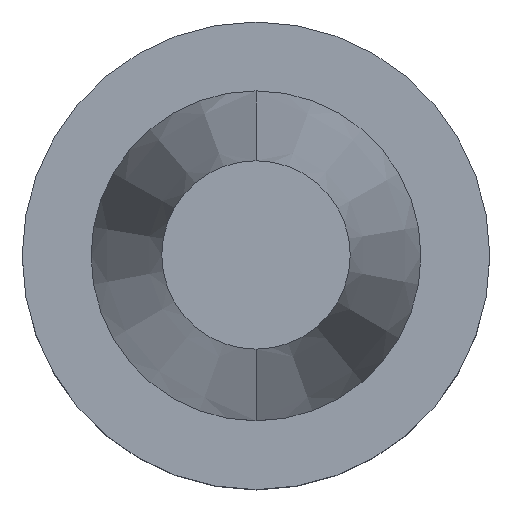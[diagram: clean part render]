
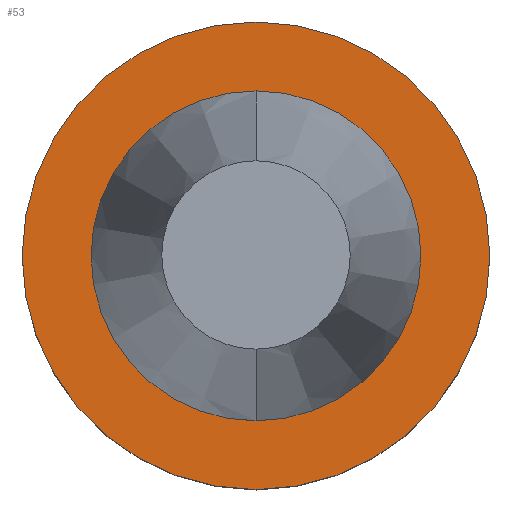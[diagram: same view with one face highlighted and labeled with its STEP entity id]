
A CAD part, top view. The second image highlights one B-rep face of the part: STEP entity #53.
In plain terms, the highlighted planar face has unit normal (0, 0, 1).
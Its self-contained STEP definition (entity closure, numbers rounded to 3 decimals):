
#28 = CIRCLE ( 'NONE', #200, 22.225 ) ;
#53 = ADVANCED_FACE ( 'NONE', ( #395, #622 ), #557, .F. ) ;
#57 = CARTESIAN_POINT ( 'NONE',  ( 0., 31.5, -1. ) ) ;
#69 = AXIS2_PLACEMENT_3D ( 'NONE', #293, #755, #768 ) ;
#79 = CARTESIAN_POINT ( 'NONE',  ( 0., 0., -1. ) ) ;
#91 = EDGE_CURVE ( 'NONE', #841, #769, #813, .T. ) ;
#92 = ORIENTED_EDGE ( 'NONE', *, *, #239, .T. ) ;
#149 = DIRECTION ( 'NONE',  ( 0., 0., 1. ) ) ;
#200 = AXIS2_PLACEMENT_3D ( 'NONE', #79, #601, #609 ) ;
#221 = CIRCLE ( 'NONE', #69, 31.5 ) ;
#224 = AXIS2_PLACEMENT_3D ( 'NONE', #862, #871, #640 ) ;
#237 = VERTEX_POINT ( 'NONE', #57 ) ;
#239 = EDGE_CURVE ( 'NONE', #371, #237, #998, .T. ) ;
#257 = EDGE_CURVE ( 'NONE', #237, #371, #221, .T. ) ;
#293 = CARTESIAN_POINT ( 'NONE',  ( 0., 0., -1. ) ) ;
#322 = AXIS2_PLACEMENT_3D ( 'NONE', #509, #954, #719 ) ;
#371 = VERTEX_POINT ( 'NONE', #935 ) ;
#395 = FACE_BOUND ( 'NONE', #536, .T. ) ;
#422 = CARTESIAN_POINT ( 'NONE',  ( 0., 22.225, -1. ) ) ;
#491 = CARTESIAN_POINT ( 'NONE',  ( 0., -22.225, -1. ) ) ;
#509 = CARTESIAN_POINT ( 'NONE',  ( 0., 0., -1. ) ) ;
#514 = CARTESIAN_POINT ( 'NONE',  ( 0., 0., -1. ) ) ;
#536 = EDGE_LOOP ( 'NONE', ( #702, #706 ) ) ;
#556 = AXIS2_PLACEMENT_3D ( 'NONE', #514, #149, #902 ) ;
#557 = PLANE ( 'NONE',  #224 ) ;
#601 = DIRECTION ( 'NONE',  ( 0., 0., 1. ) ) ;
#609 = DIRECTION ( 'NONE',  ( 0., -1., 0. ) ) ;
#622 = FACE_OUTER_BOUND ( 'NONE', #937, .T. ) ;
#640 = DIRECTION ( 'NONE',  ( 0., 1., 0. ) ) ;
#702 = ORIENTED_EDGE ( 'NONE', *, *, #951, .F. ) ;
#706 = ORIENTED_EDGE ( 'NONE', *, *, #91, .F. ) ;
#719 = DIRECTION ( 'NONE',  ( 0., -1., 0. ) ) ;
#755 = DIRECTION ( 'NONE',  ( 0., 0., 1. ) ) ;
#768 = DIRECTION ( 'NONE',  ( 0., -1., 0. ) ) ;
#769 = VERTEX_POINT ( 'NONE', #491 ) ;
#813 = CIRCLE ( 'NONE', #322, 22.225 ) ;
#841 = VERTEX_POINT ( 'NONE', #422 ) ;
#862 = CARTESIAN_POINT ( 'NONE',  ( 0., 31.5, -1. ) ) ;
#871 = DIRECTION ( 'NONE',  ( 0., 0., -1. ) ) ;
#902 = DIRECTION ( 'NONE',  ( 0., -1., 0. ) ) ;
#935 = CARTESIAN_POINT ( 'NONE',  ( 0., -31.5, -1. ) ) ;
#937 = EDGE_LOOP ( 'NONE', ( #92, #985 ) ) ;
#951 = EDGE_CURVE ( 'NONE', #769, #841, #28, .T. ) ;
#954 = DIRECTION ( 'NONE',  ( 0., 0., 1. ) ) ;
#985 = ORIENTED_EDGE ( 'NONE', *, *, #257, .T. ) ;
#998 = CIRCLE ( 'NONE', #556, 31.5 ) ;
